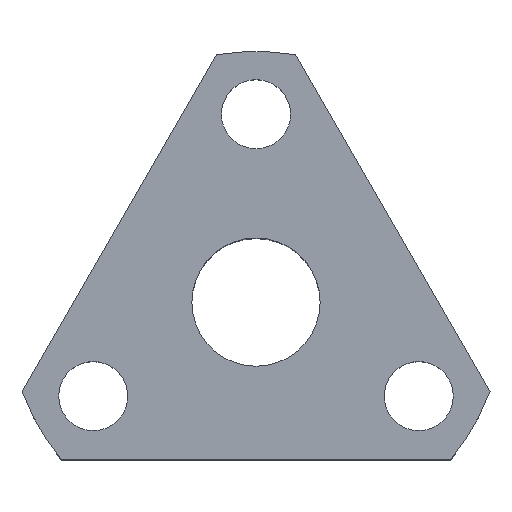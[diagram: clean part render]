
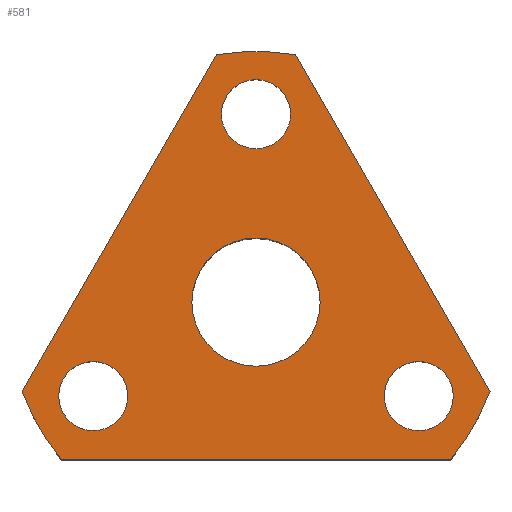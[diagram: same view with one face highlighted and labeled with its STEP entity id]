
A CAD part, top view. The second image highlights one B-rep face of the part: STEP entity #581.
In plain terms, the highlighted planar face has unit normal (0, 0, 1).
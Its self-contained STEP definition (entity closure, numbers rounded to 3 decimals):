
#24 = VERTEX_POINT ( 'NONE', #557 ) ;
#35 = DIRECTION ( 'NONE',  ( -1., 0., 0. ) ) ;
#48 = CARTESIAN_POINT ( 'NONE',  ( -1.996, 12.542, 0. ) ) ;
#54 = DIRECTION ( 'NONE',  ( 0., 0., -1. ) ) ;
#58 = VERTEX_POINT ( 'NONE', #569 ) ;
#68 = EDGE_CURVE ( 'NONE', #391, #264, #518, .T. ) ;
#72 = DIRECTION ( 'NONE',  ( 1., 0., 0. ) ) ;
#75 = AXIS2_PLACEMENT_3D ( 'NONE', #327, #644, #244 ) ;
#83 = CIRCLE ( 'NONE', #177, 1.75 ) ;
#95 = CARTESIAN_POINT ( 'NONE',  ( 9.864, -8., 0. ) ) ;
#100 = DIRECTION ( 'NONE',  ( -1., 0., 0. ) ) ;
#101 = VECTOR ( 'NONE', #228, 1000. ) ;
#112 = LINE ( 'NONE', #807, #897 ) ;
#118 = EDGE_CURVE ( 'NONE', #236, #391, #723, .T. ) ;
#124 = VERTEX_POINT ( 'NONE', #703 ) ;
#139 = CARTESIAN_POINT ( 'NONE',  ( 0., 0., 0. ) ) ;
#147 = VERTEX_POINT ( 'NONE', #318 ) ;
#148 = ORIENTED_EDGE ( 'NONE', *, *, #969, .F. ) ;
#153 = CARTESIAN_POINT ( 'NONE',  ( 1.75, 9.525, 0. ) ) ;
#159 = CIRCLE ( 'NONE', #75, 12.7 ) ;
#168 = DIRECTION ( 'NONE',  ( 0.5, -0.866, 0. ) ) ;
#169 = DIRECTION ( 'NONE',  ( 0., 0., -1. ) ) ;
#170 = CIRCLE ( 'NONE', #800, 1.75 ) ;
#172 = DIRECTION ( 'NONE',  ( -1., 0., 0. ) ) ;
#174 = FACE_OUTER_BOUND ( 'NONE', #239, .T. ) ;
#177 = AXIS2_PLACEMENT_3D ( 'NONE', #405, #333, #655 ) ;
#178 = CARTESIAN_POINT ( 'NONE',  ( -11.86, -4.542, 0. ) ) ;
#180 = ORIENTED_EDGE ( 'NONE', *, *, #956, .F. ) ;
#189 = EDGE_CURVE ( 'NONE', #846, #541, #256, .T. ) ;
#191 = AXIS2_PLACEMENT_3D ( 'NONE', #662, #735, #35 ) ;
#208 = VERTEX_POINT ( 'NONE', #483 ) ;
#210 = AXIS2_PLACEMENT_3D ( 'NONE', #768, #553, #625 ) ;
#215 = DIRECTION ( 'NONE',  ( 0., 0., 1. ) ) ;
#224 = ORIENTED_EDGE ( 'NONE', *, *, #417, .F. ) ;
#228 = DIRECTION ( 'NONE',  ( 0.5, 0.866, 0. ) ) ;
#236 = VERTEX_POINT ( 'NONE', #178 ) ;
#239 = EDGE_LOOP ( 'NONE', ( #566, #282, #180, #224, #402, #835 ) ) ;
#244 = DIRECTION ( 'NONE',  ( 1., 0., 0. ) ) ;
#251 = ORIENTED_EDGE ( 'NONE', *, *, #473, .F. ) ;
#256 = CIRCLE ( 'NONE', #400, 1.75 ) ;
#264 = VERTEX_POINT ( 'NONE', #480 ) ;
#282 = ORIENTED_EDGE ( 'NONE', *, *, #884, .F. ) ;
#285 = CIRCLE ( 'NONE', #574, 3.25 ) ;
#298 = CARTESIAN_POINT ( 'NONE',  ( -9.999, -4.763, 0. ) ) ;
#300 = CARTESIAN_POINT ( 'NONE',  ( 6.499, -4.762, 0. ) ) ;
#309 = DIRECTION ( 'NONE',  ( 0., 0., 1. ) ) ;
#312 = EDGE_CURVE ( 'NONE', #208, #670, #647, .T. ) ;
#314 = DIRECTION ( 'NONE',  ( 1., 0., 0. ) ) ;
#318 = CARTESIAN_POINT ( 'NONE',  ( 11.86, -4.542, 0. ) ) ;
#327 = CARTESIAN_POINT ( 'NONE',  ( 0., 0., 0. ) ) ;
#333 = DIRECTION ( 'NONE',  ( 0., 0., 1. ) ) ;
#342 = CIRCLE ( 'NONE', #507, 1.75 ) ;
#359 = FACE_BOUND ( 'NONE', #441, .T. ) ;
#373 = DIRECTION ( 'NONE',  ( 0., 0., 1. ) ) ;
#376 = EDGE_LOOP ( 'NONE', ( #416, #251 ) ) ;
#389 = ORIENTED_EDGE ( 'NONE', *, *, #885, .F. ) ;
#391 = VERTEX_POINT ( 'NONE', #48 ) ;
#400 = AXIS2_PLACEMENT_3D ( 'NONE', #479, #722, #172 ) ;
#402 = ORIENTED_EDGE ( 'NONE', *, *, #901, .F. ) ;
#405 = CARTESIAN_POINT ( 'NONE',  ( 0., 9.525, 0. ) ) ;
#411 = PLANE ( 'NONE',  #823 ) ;
#416 = ORIENTED_EDGE ( 'NONE', *, *, #419, .F. ) ;
#417 = EDGE_CURVE ( 'NONE', #147, #536, #706, .T. ) ;
#419 = EDGE_CURVE ( 'NONE', #503, #24, #814, .T. ) ;
#441 = EDGE_LOOP ( 'NONE', ( #834, #810 ) ) ;
#464 = CARTESIAN_POINT ( 'NONE',  ( -8.249, -4.763, 0. ) ) ;
#472 = CARTESIAN_POINT ( 'NONE',  ( -11.86, -4.542, 0. ) ) ;
#473 = EDGE_CURVE ( 'NONE', #24, #503, #170, .T. ) ;
#479 = CARTESIAN_POINT ( 'NONE',  ( 0., 9.525, 0. ) ) ;
#480 = CARTESIAN_POINT ( 'NONE',  ( 1.996, 12.542, 0. ) ) ;
#483 = CARTESIAN_POINT ( 'NONE',  ( 9.999, -4.762, 0. ) ) ;
#492 = CARTESIAN_POINT ( 'NONE',  ( 0., 0., 0. ) ) ;
#499 = EDGE_CURVE ( 'NONE', #58, #797, #285, .T. ) ;
#503 = VERTEX_POINT ( 'NONE', #298 ) ;
#507 = AXIS2_PLACEMENT_3D ( 'NONE', #868, #578, #853 ) ;
#518 = CIRCLE ( 'NONE', #210, 12.7 ) ;
#525 = EDGE_LOOP ( 'NONE', ( #389, #910 ) ) ;
#532 = DIRECTION ( 'NONE',  ( -1., 0., 0. ) ) ;
#535 = CARTESIAN_POINT ( 'NONE',  ( 0., 0., 0. ) ) ;
#536 = VERTEX_POINT ( 'NONE', #95 ) ;
#541 = VERTEX_POINT ( 'NONE', #973 ) ;
#553 = DIRECTION ( 'NONE',  ( 0., 0., -1. ) ) ;
#555 = CARTESIAN_POINT ( 'NONE',  ( -3.25, 0., 0. ) ) ;
#557 = CARTESIAN_POINT ( 'NONE',  ( -6.499, -4.763, 0. ) ) ;
#564 = ORIENTED_EDGE ( 'NONE', *, *, #312, .F. ) ;
#566 = ORIENTED_EDGE ( 'NONE', *, *, #118, .F. ) ;
#569 = CARTESIAN_POINT ( 'NONE',  ( 3.25, 0., 0. ) ) ;
#574 = AXIS2_PLACEMENT_3D ( 'NONE', #139, #215, #758 ) ;
#575 = FACE_BOUND ( 'NONE', #785, .T. ) ;
#578 = DIRECTION ( 'NONE',  ( 0., 0., 1. ) ) ;
#581 = ADVANCED_FACE ( 'NONE', ( #174, #771, #575, #724, #359 ), #411, .F. ) ;
#588 = DIRECTION ( 'NONE',  ( -1., 0., 0. ) ) ;
#589 = AXIS2_PLACEMENT_3D ( 'NONE', #981, #904, #532 ) ;
#625 = DIRECTION ( 'NONE',  ( 1., 0., 0. ) ) ;
#635 = VECTOR ( 'NONE', #168, 1000. ) ;
#644 = DIRECTION ( 'NONE',  ( 0., 0., -1. ) ) ;
#647 = CIRCLE ( 'NONE', #191, 1.75 ) ;
#655 = DIRECTION ( 'NONE',  ( -1., 0., 0. ) ) ;
#662 = CARTESIAN_POINT ( 'NONE',  ( 8.249, -4.762, 0. ) ) ;
#670 = VERTEX_POINT ( 'NONE', #300 ) ;
#699 = CIRCLE ( 'NONE', #762, 3.25 ) ;
#701 = AXIS2_PLACEMENT_3D ( 'NONE', #535, #54, #72 ) ;
#703 = CARTESIAN_POINT ( 'NONE',  ( -9.864, -8., 0. ) ) ;
#706 = CIRCLE ( 'NONE', #701, 12.7 ) ;
#709 = CARTESIAN_POINT ( 'NONE',  ( 1.996, 12.542, 0. ) ) ;
#722 = DIRECTION ( 'NONE',  ( 0., 0., 1. ) ) ;
#723 = LINE ( 'NONE', #472, #101 ) ;
#724 = FACE_BOUND ( 'NONE', #376, .T. ) ;
#735 = DIRECTION ( 'NONE',  ( 0., 0., 1. ) ) ;
#758 = DIRECTION ( 'NONE',  ( 1., 0., 0. ) ) ;
#762 = AXIS2_PLACEMENT_3D ( 'NONE', #770, #309, #314 ) ;
#768 = CARTESIAN_POINT ( 'NONE',  ( 0., 0., 0. ) ) ;
#770 = CARTESIAN_POINT ( 'NONE',  ( 0., 0., 0. ) ) ;
#771 = FACE_BOUND ( 'NONE', #525, .T. ) ;
#785 = EDGE_LOOP ( 'NONE', ( #148, #564 ) ) ;
#793 = EDGE_CURVE ( 'NONE', #797, #58, #699, .T. ) ;
#797 = VERTEX_POINT ( 'NONE', #555 ) ;
#800 = AXIS2_PLACEMENT_3D ( 'NONE', #464, #373, #978 ) ;
#807 = CARTESIAN_POINT ( 'NONE',  ( 0., -8., 0. ) ) ;
#810 = ORIENTED_EDGE ( 'NONE', *, *, #793, .F. ) ;
#814 = CIRCLE ( 'NONE', #589, 1.75 ) ;
#823 = AXIS2_PLACEMENT_3D ( 'NONE', #492, #169, #100 ) ;
#834 = ORIENTED_EDGE ( 'NONE', *, *, #499, .F. ) ;
#835 = ORIENTED_EDGE ( 'NONE', *, *, #68, .F. ) ;
#846 = VERTEX_POINT ( 'NONE', #153 ) ;
#853 = DIRECTION ( 'NONE',  ( -1., 0., 0. ) ) ;
#868 = CARTESIAN_POINT ( 'NONE',  ( 8.249, -4.762, 0. ) ) ;
#884 = EDGE_CURVE ( 'NONE', #124, #236, #159, .T. ) ;
#885 = EDGE_CURVE ( 'NONE', #541, #846, #83, .T. ) ;
#897 = VECTOR ( 'NONE', #588, 1000. ) ;
#901 = EDGE_CURVE ( 'NONE', #264, #147, #958, .T. ) ;
#904 = DIRECTION ( 'NONE',  ( 0., 0., 1. ) ) ;
#910 = ORIENTED_EDGE ( 'NONE', *, *, #189, .F. ) ;
#956 = EDGE_CURVE ( 'NONE', #536, #124, #112, .T. ) ;
#958 = LINE ( 'NONE', #709, #635 ) ;
#969 = EDGE_CURVE ( 'NONE', #670, #208, #342, .T. ) ;
#973 = CARTESIAN_POINT ( 'NONE',  ( -1.75, 9.525, 0. ) ) ;
#978 = DIRECTION ( 'NONE',  ( -1., 0., 0. ) ) ;
#981 = CARTESIAN_POINT ( 'NONE',  ( -8.249, -4.763, 0. ) ) ;
